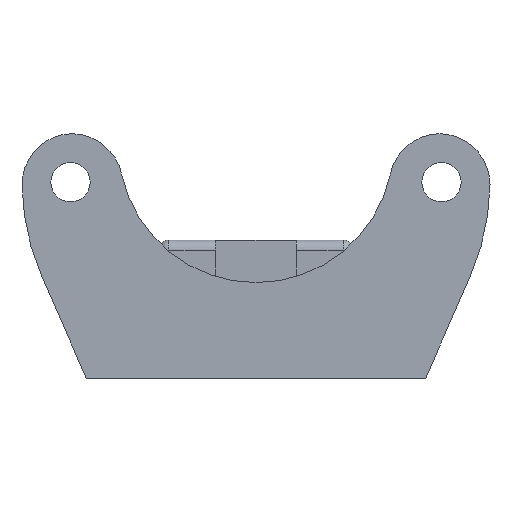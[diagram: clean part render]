
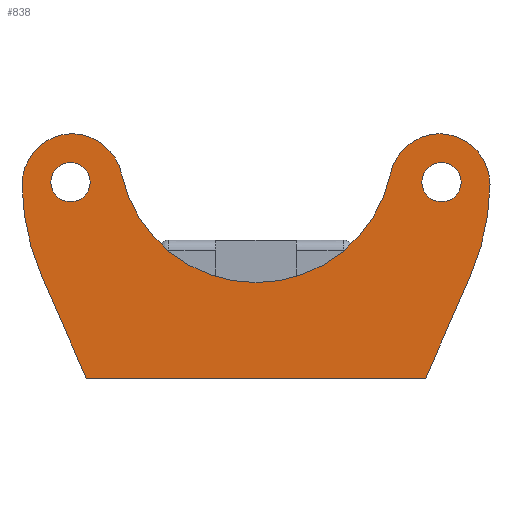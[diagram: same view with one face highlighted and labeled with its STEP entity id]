
A CAD part, front view. The second image highlights one B-rep face of the part: STEP entity #838.
In plain terms, the highlighted planar face has unit normal (0, -1, 0).
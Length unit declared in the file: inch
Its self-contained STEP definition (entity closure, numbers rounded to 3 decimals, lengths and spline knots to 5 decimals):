
#34=FACE_BOUND('',#117,.T.);
#35=FACE_BOUND('',#118,.T.);
#39=PLANE('',#909);
#62=FACE_OUTER_BOUND('',#116,.T.);
#116=EDGE_LOOP('',(#582,#583,#584,#585,#586,#587,#588,#589,#590,#591));
#117=EDGE_LOOP('',(#592));
#118=EDGE_LOOP('',(#593));
#180=LINE('',#1333,#250);
#181=LINE('',#1335,#251);
#182=LINE('',#1336,#252);
#250=VECTOR('',#1051,0.3937);
#251=VECTOR('',#1052,0.3937);
#252=VECTOR('',#1053,0.3937);
#309=CIRCLE('',#896,1.1);
#319=CIRCLE('',#908,1.1);
#320=CIRCLE('',#910,0.24);
#321=CIRCLE('',#911,0.24);
#322=CIRCLE('',#912,0.64624);
#323=CIRCLE('',#913,0.24);
#324=CIRCLE('',#914,0.24);
#325=CIRCLE('',#915,0.0925);
#326=CIRCLE('',#916,0.0925);
#354=VERTEX_POINT('',#1278);
#355=VERTEX_POINT('',#1279);
#372=VERTEX_POINT('',#1317);
#373=VERTEX_POINT('',#1319);
#374=VERTEX_POINT('',#1323);
#375=VERTEX_POINT('',#1325);
#376=VERTEX_POINT('',#1327);
#377=VERTEX_POINT('',#1329);
#378=VERTEX_POINT('',#1332);
#379=VERTEX_POINT('',#1334);
#380=VERTEX_POINT('',#1337);
#381=VERTEX_POINT('',#1339);
#432=EDGE_CURVE('',#354,#355,#309,.T.);
#452=EDGE_CURVE('',#372,#373,#319,.T.);
#454=EDGE_CURVE('',#374,#354,#320,.T.);
#455=EDGE_CURVE('',#375,#374,#321,.T.);
#456=EDGE_CURVE('',#375,#376,#322,.T.);
#457=EDGE_CURVE('',#377,#376,#323,.T.);
#458=EDGE_CURVE('',#373,#377,#324,.T.);
#459=EDGE_CURVE('',#372,#378,#180,.T.);
#460=EDGE_CURVE('',#379,#378,#181,.T.);
#461=EDGE_CURVE('',#379,#355,#182,.T.);
#462=EDGE_CURVE('',#380,#380,#325,.T.);
#463=EDGE_CURVE('',#381,#381,#326,.T.);
#582=ORIENTED_EDGE('',*,*,#432,.F.);
#583=ORIENTED_EDGE('',*,*,#454,.F.);
#584=ORIENTED_EDGE('',*,*,#455,.F.);
#585=ORIENTED_EDGE('',*,*,#456,.T.);
#586=ORIENTED_EDGE('',*,*,#457,.F.);
#587=ORIENTED_EDGE('',*,*,#458,.F.);
#588=ORIENTED_EDGE('',*,*,#452,.F.);
#589=ORIENTED_EDGE('',*,*,#459,.T.);
#590=ORIENTED_EDGE('',*,*,#460,.F.);
#591=ORIENTED_EDGE('',*,*,#461,.T.);
#592=ORIENTED_EDGE('',*,*,#462,.T.);
#593=ORIENTED_EDGE('',*,*,#463,.T.);
#838=ADVANCED_FACE('',(#62,#34,#35),#39,.T.);
#896=AXIS2_PLACEMENT_3D('',#1280,#1002,#1003);
#908=AXIS2_PLACEMENT_3D('',#1320,#1036,#1037);
#909=AXIS2_PLACEMENT_3D('',#1322,#1039,#1040);
#910=AXIS2_PLACEMENT_3D('',#1324,#1041,#1042);
#911=AXIS2_PLACEMENT_3D('',#1326,#1043,#1044);
#912=AXIS2_PLACEMENT_3D('',#1328,#1045,#1046);
#913=AXIS2_PLACEMENT_3D('',#1330,#1047,#1048);
#914=AXIS2_PLACEMENT_3D('',#1331,#1049,#1050);
#915=AXIS2_PLACEMENT_3D('',#1338,#1054,#1055);
#916=AXIS2_PLACEMENT_3D('',#1340,#1056,#1057);
#1002=DIRECTION('center_axis',(0.,1.,0.));
#1003=DIRECTION('ref_axis',(1.,0.,-0.012));
#1036=DIRECTION('center_axis',(0.,1.,0.));
#1037=DIRECTION('ref_axis',(-1.,0.,-0.012));
#1039=DIRECTION('center_axis',(0.,-1.,0.));
#1040=DIRECTION('ref_axis',(-1.,0.,0.));
#1041=DIRECTION('center_axis',(0.,1.,0.));
#1042=DIRECTION('ref_axis',(0.707,0.,0.707));
#1043=DIRECTION('center_axis',(0.,1.,0.));
#1044=DIRECTION('ref_axis',(-0.978,0.,0.21));
#1045=DIRECTION('center_axis',(0.,1.,0.));
#1046=DIRECTION('ref_axis',(0.997,0.,0.083));
#1047=DIRECTION('center_axis',(0.,1.,0.));
#1048=DIRECTION('ref_axis',(0.628,0.,0.778));
#1049=DIRECTION('center_axis',(0.,1.,0.));
#1050=DIRECTION('ref_axis',(-0.027,0.,1.));
#1051=DIRECTION('',(0.4,0.,-0.917));
#1052=DIRECTION('',(-1.,0.,0.));
#1053=DIRECTION('',(0.4,0.,0.917));
#1054=DIRECTION('center_axis',(0.,1.,0.));
#1055=DIRECTION('ref_axis',(1.,0.,0.));
#1056=DIRECTION('center_axis',(0.,1.,0.));
#1057=DIRECTION('ref_axis',(1.,0.,0.));
#1278=CARTESIAN_POINT('',(1.1,-0.545,0.76));
#1279=CARTESIAN_POINT('',(1.00846,-0.545,0.33398));
#1280=CARTESIAN_POINT('Origin',(0.00008,-0.545,0.77351));
#1317=CARTESIAN_POINT('',(-1.00845,-0.545,0.33397));
#1319=CARTESIAN_POINT('',(-1.1,-0.545,0.76009));
#1320=CARTESIAN_POINT('Origin',(-0.00008,-0.545,0.7735));
#1322=CARTESIAN_POINT('Origin',(1.1,-0.545,0.));
#1323=CARTESIAN_POINT('',(0.86,-0.545,1.));
#1324=CARTESIAN_POINT('Origin',(0.86,-0.545,0.76));
#1325=CARTESIAN_POINT('',(0.63182,-0.545,0.8105));
#1326=CARTESIAN_POINT('Origin',(0.86647,-0.545,0.76009));
#1327=CARTESIAN_POINT('',(-0.63181,-0.545,0.81044));
#1328=CARTESIAN_POINT('Origin',(0.,-0.545,0.94624));
#1329=CARTESIAN_POINT('',(-0.86645,-0.545,1.));
#1330=CARTESIAN_POINT('Origin',(-0.86645,-0.545,0.76));
#1331=CARTESIAN_POINT('Origin',(-0.86,-0.545,0.76009));
#1332=CARTESIAN_POINT('',(-0.7975,-0.545,-0.15));
#1333=CARTESIAN_POINT('',(-0.6735,-0.545,-0.43449));
#1334=CARTESIAN_POINT('',(0.7975,-0.545,-0.15));
#1335=CARTESIAN_POINT('',(-0.825,-0.545,-0.15));
#1336=CARTESIAN_POINT('',(0.84912,-0.545,-0.03157));
#1337=CARTESIAN_POINT('',(0.7795,-0.545,0.772));
#1338=CARTESIAN_POINT('Origin',(0.872,-0.545,0.772));
#1339=CARTESIAN_POINT('',(-0.9645,-0.545,0.772));
#1340=CARTESIAN_POINT('Origin',(-0.872,-0.545,0.772));
